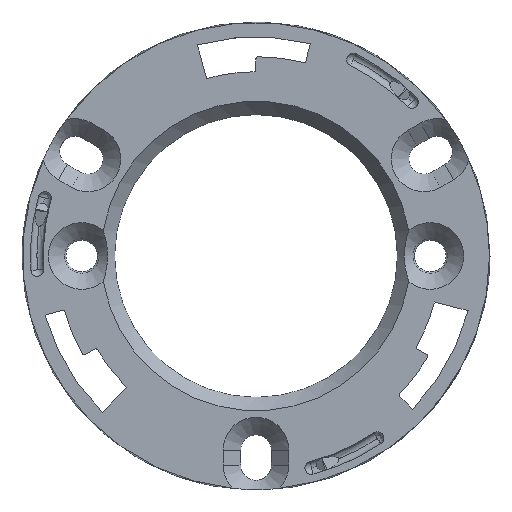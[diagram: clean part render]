
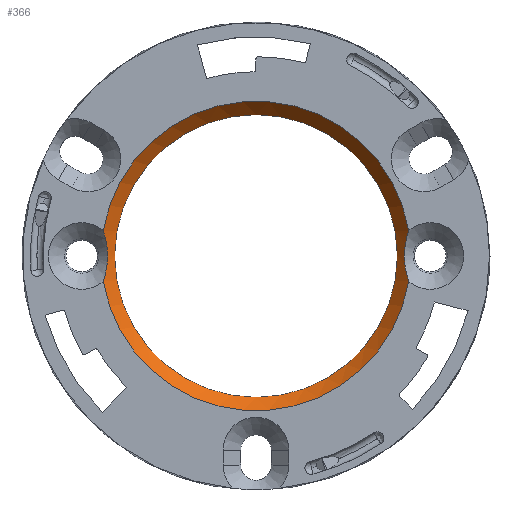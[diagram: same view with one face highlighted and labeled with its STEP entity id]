
A CAD part, top view. The second image highlights one B-rep face of the part: STEP entity #366.
In plain terms, the highlighted conical face has half-angle 40 degrees and reference radius 14.2 mm.
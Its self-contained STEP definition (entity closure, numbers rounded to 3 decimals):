
#366=ADVANCED_FACE('',(#814,#815),#816,.F.);
#814=FACE_OUTER_BOUND('',#2099,.T.);
#815=FACE_BOUND('',#2100,.T.);
#816=CONICAL_SURFACE('',#2101,14.2,0.698);
#2099=EDGE_LOOP('',(#3232,#3233,#3234,#3235));
#2100=EDGE_LOOP('',(#3236,#3237));
#2101=AXIS2_PLACEMENT_3D('',#3238,#3239,#3240);
#3232=ORIENTED_EDGE('',*,*,#4271,.F.);
#3233=ORIENTED_EDGE('',*,*,#4112,.T.);
#3234=ORIENTED_EDGE('',*,*,#4270,.F.);
#3235=ORIENTED_EDGE('',*,*,#4020,.T.);
#3236=ORIENTED_EDGE('',*,*,#4097,.F.);
#3237=ORIENTED_EDGE('',*,*,#4098,.F.);
#3238=CARTESIAN_POINT('',(0.,0.,0.4));
#3239=DIRECTION('',(-0.0,-0.0,1.0));
#3240=DIRECTION('',(1.0,0.0,0.0));
#4020=EDGE_CURVE('',#4669,#4670,#4671,.T.);
#4097=EDGE_CURVE('',#4798,#4799,#4800,.T.);
#4098=EDGE_CURVE('',#4799,#4798,#4801,.T.);
#4112=EDGE_CURVE('',#4826,#4827,#4828,.T.);
#4270=EDGE_CURVE('',#4669,#4827,#5053,.F.);
#4271=EDGE_CURVE('',#4826,#4670,#5054,.F.);
#4669=VERTEX_POINT('',#5685);
#4670=VERTEX_POINT('',#5686);
#4671=B_SPLINE_CURVE_WITH_KNOTS('',3,(#5687,#5688,#5689,#5690,#5691,#5692,#5693,#5694,#5695,#5696,#5697,#5698,#5699,#5700,#5701,#5702),.UNSPECIFIED.,.F.,.F.,(4,2,2,2,2,2,2,4),(0.0,0.001,0.002,0.003,0.003,0.004,0.005,0.005),.UNSPECIFIED.);
#4798=VERTEX_POINT('',#5917);
#4799=VERTEX_POINT('',#5918);
#4800=CIRCLE('',#5919,14.2);
#4801=CIRCLE('',#5920,14.2);
#4826=VERTEX_POINT('',#6084);
#4827=VERTEX_POINT('',#6085);
#4828=B_SPLINE_CURVE_WITH_KNOTS('',3,(#6086,#6087,#6088,#6089,#6090,#6091,#6092,#6093,#6094,#6095,#6096,#6097,#6098,#6099,#6100,#6101),.UNSPECIFIED.,.F.,.F.,(4,2,2,2,2,2,2,4),(0.0,0.001,0.002,0.003,0.003,0.004,0.005,0.005),.UNSPECIFIED.);
#5053=CIRCLE('',#6496,15.543);
#5054=CIRCLE('',#6497,15.543);
#5685=CARTESIAN_POINT('',(15.331,-2.553,2.0));
#5686=CARTESIAN_POINT('',(15.331,2.553,2.0));
#5687=CARTESIAN_POINT('',(15.331,-2.553,2.0));
#5688=CARTESIAN_POINT('',(15.212,-2.169,1.784));
#5689=CARTESIAN_POINT('',(15.108,-1.77,1.598));
#5690=CARTESIAN_POINT('',(14.993,-1.135,1.394));
#5691=CARTESIAN_POINT('',(14.962,-0.916,1.339));
#5692=CARTESIAN_POINT('',(14.919,-0.464,1.263));
#5693=CARTESIAN_POINT('',(14.908,-0.238,1.243));
#5694=CARTESIAN_POINT('',(14.907,0.216,1.242));
#5695=CARTESIAN_POINT('',(14.918,0.446,1.261));
#5696=CARTESIAN_POINT('',(14.959,0.896,1.335));
#5697=CARTESIAN_POINT('',(14.99,1.116,1.389));
#5698=CARTESIAN_POINT('',(15.066,1.544,1.525));
#5699=CARTESIAN_POINT('',(15.112,1.755,1.607));
#5700=CARTESIAN_POINT('',(15.215,2.162,1.79));
#5701=CARTESIAN_POINT('',(15.271,2.36,1.892));
#5702=CARTESIAN_POINT('',(15.331,2.553,2.0));
#5917=CARTESIAN_POINT('',(14.2,0.,0.4));
#5918=CARTESIAN_POINT('',(-14.2,0.,0.4));
#5919=AXIS2_PLACEMENT_3D('',#7282,#7283,#7284);
#5920=AXIS2_PLACEMENT_3D('',#7285,#7286,#7287);
#6084=CARTESIAN_POINT('',(-15.331,2.553,2.0));
#6085=CARTESIAN_POINT('',(-15.331,-2.553,2.0));
#6086=CARTESIAN_POINT('',(-15.331,2.553,2.0));
#6087=CARTESIAN_POINT('',(-15.212,2.169,1.784));
#6088=CARTESIAN_POINT('',(-15.108,1.77,1.598));
#6089=CARTESIAN_POINT('',(-14.993,1.135,1.394));
#6090=CARTESIAN_POINT('',(-14.962,0.916,1.339));
#6091=CARTESIAN_POINT('',(-14.919,0.464,1.263));
#6092=CARTESIAN_POINT('',(-14.908,0.238,1.243));
#6093=CARTESIAN_POINT('',(-14.907,-0.216,1.242));
#6094=CARTESIAN_POINT('',(-14.918,-0.446,1.261));
#6095=CARTESIAN_POINT('',(-14.959,-0.896,1.335));
#6096=CARTESIAN_POINT('',(-14.99,-1.116,1.389));
#6097=CARTESIAN_POINT('',(-15.066,-1.544,1.525));
#6098=CARTESIAN_POINT('',(-15.112,-1.755,1.607));
#6099=CARTESIAN_POINT('',(-15.215,-2.162,1.79));
#6100=CARTESIAN_POINT('',(-15.271,-2.36,1.892));
#6101=CARTESIAN_POINT('',(-15.331,-2.553,2.0));
#6496=AXIS2_PLACEMENT_3D('',#7496,#7497,#7498);
#6497=AXIS2_PLACEMENT_3D('',#7499,#7500,#7501);
#7282=CARTESIAN_POINT('',(0.,0.,0.4));
#7283=DIRECTION('',(0.0,0.0,1.0));
#7284=DIRECTION('',(1.0,0.0,0.0));
#7285=CARTESIAN_POINT('',(0.,0.,0.4));
#7286=DIRECTION('',(0.0,0.0,1.0));
#7287=DIRECTION('',(1.0,0.0,0.0));
#7496=CARTESIAN_POINT('',(0.,0.,2.0));
#7497=DIRECTION('',(0.0,0.0,1.0));
#7498=DIRECTION('',(1.0,0.0,0.0));
#7499=CARTESIAN_POINT('',(0.,0.,2.0));
#7500=DIRECTION('',(0.0,0.0,1.0));
#7501=DIRECTION('',(1.0,0.0,0.0));
